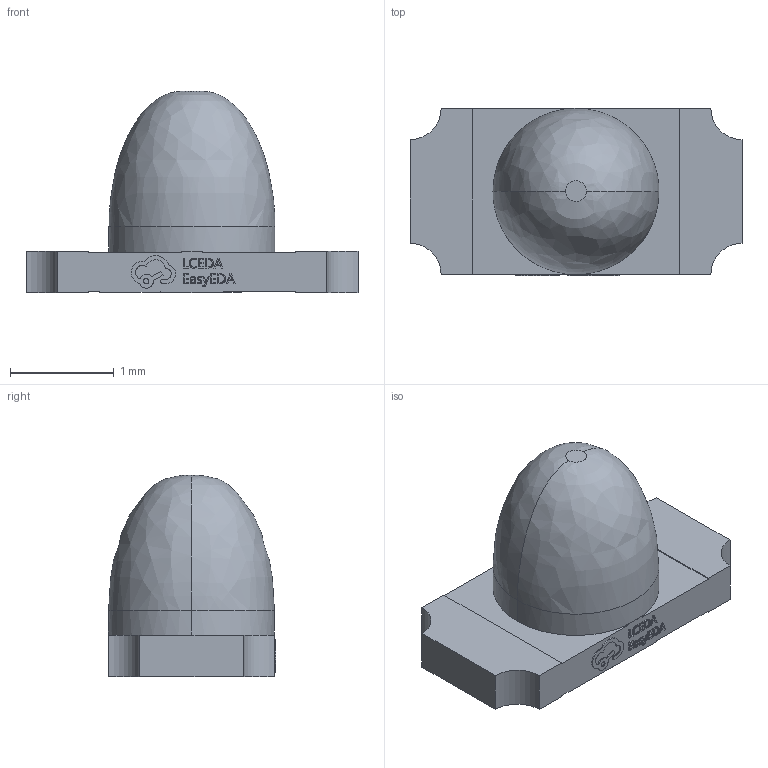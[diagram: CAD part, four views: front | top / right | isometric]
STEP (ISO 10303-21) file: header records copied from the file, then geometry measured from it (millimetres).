
FILE_DESCRIPTION (( 'STEP AP214' ), '1' );
FILE_NAME ('LED1206-FD.STEP', '2024-07-08T10:14:31', ( '个人用户' ), ( '微软中国' ), 'SwSTEP 2.0', 'SolidWorks 2020', '' );
FILE_SCHEMA (( 'AUTOMOTIVE_DESIGN' ));
Length unit declared in the file: millimetre
Products named in the file (1): LED1206-FD
Bounding box: 3.2 x 1.61 x 1.94 mm (x, y, z)
Volume: 4.2 mm3; surface area: 18.7 mm2
Topology: 1 solids, 1 shells, 276 faces, 761 edges, 506 vertices
Faces by surface type: plane 166, bspline 100, cylinder 10
Entity records: 12513 total; most frequent: CARTESIAN_POINT 3086, ORIENTED_EDGE 1522, DIRECTION 933, EDGE_CURVE 761, LINE 531, VECTOR 531, VERTEX_POINT 506, EDGE_LOOP 295
